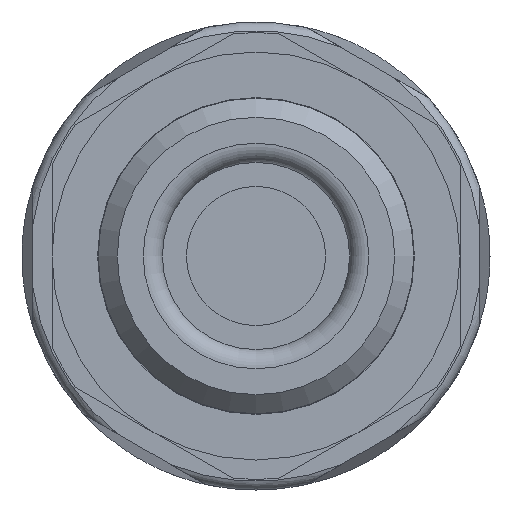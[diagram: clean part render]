
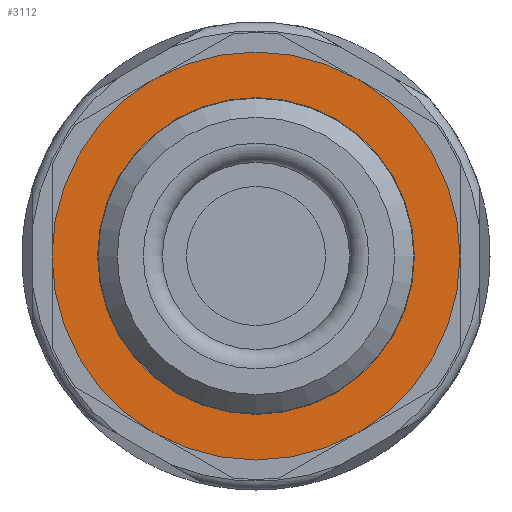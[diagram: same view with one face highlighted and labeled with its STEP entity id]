
A CAD part, front view. The second image highlights one B-rep face of the part: STEP entity #3112.
In plain terms, the highlighted planar face has unit normal (0, -1, 0).
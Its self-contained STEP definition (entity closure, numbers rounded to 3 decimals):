
#47=PLANE('',#3331);
#906=ORIENTED_EDGE('',*,*,#1479,.T.);
#907=ORIENTED_EDGE('',*,*,#1478,.F.);
#1478=EDGE_CURVE('',#1729,#1729,#1824,.T.);
#1479=EDGE_CURVE('',#1730,#1730,#1825,.T.);
#1729=VERTEX_POINT('',#4806);
#1730=VERTEX_POINT('',#4809);
#1824=CIRCLE('',#3330,6.6);
#1825=CIRCLE('',#3332,8.5);
#1905=EDGE_LOOP('',(#906));
#1906=EDGE_LOOP('',(#907));
#2055=FACE_BOUND('',#1905,.T.);
#2056=FACE_BOUND('',#1906,.T.);
#3112=ADVANCED_FACE('',(#2055,#2056),#47,.T.);
#3330=AXIS2_PLACEMENT_3D('',#4805,#3826,#3827);
#3331=AXIS2_PLACEMENT_3D('',#4807,#3828,#3829);
#3332=AXIS2_PLACEMENT_3D('',#4808,#3830,#3831);
#3826=DIRECTION('',(0.,-1.,0.));
#3827=DIRECTION('',(0.,0.,-1.));
#3828=DIRECTION('',(0.,-1.,0.));
#3829=DIRECTION('',(0.,0.,-1.));
#3830=DIRECTION('',(0.,-1.,0.));
#3831=DIRECTION('',(0.,0.,-1.));
#4805=CARTESIAN_POINT('',(0.,6.4,0.));
#4806=CARTESIAN_POINT('',(0.,6.4,-6.6));
#4807=CARTESIAN_POINT('',(6.6,6.4,0.));
#4808=CARTESIAN_POINT('',(0.,6.4,0.));
#4809=CARTESIAN_POINT('',(0.,6.4,-8.5));
